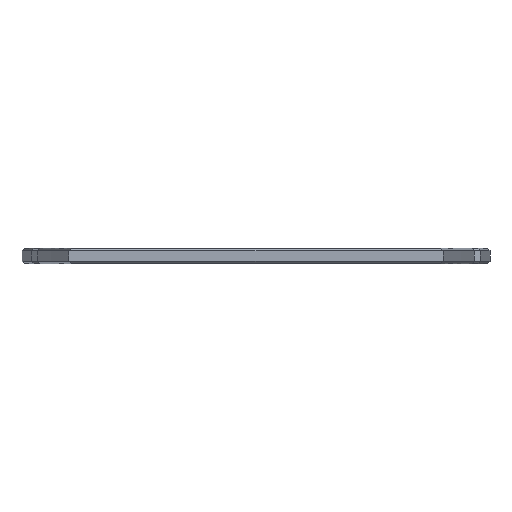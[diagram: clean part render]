
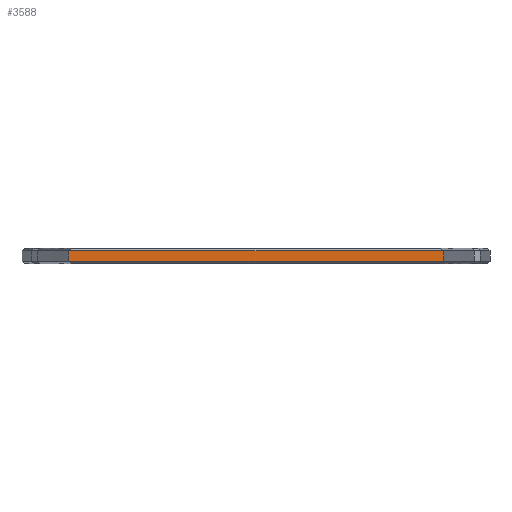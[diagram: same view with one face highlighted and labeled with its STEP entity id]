
A CAD part, front view. The second image highlights one B-rep face of the part: STEP entity #3588.
In plain terms, the highlighted planar face has unit normal (0, -1, 0).
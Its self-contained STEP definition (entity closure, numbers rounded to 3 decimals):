
#356=FACE_OUTER_BOUND('',#591,.T.);
#591=EDGE_LOOP('',(#2945,#2946,#2947,#2948));
#960=LINE('',#5937,#1349);
#979=LINE('',#6152,#1368);
#980=LINE('',#6159,#1369);
#981=LINE('',#6160,#1370);
#1349=VECTOR('',#4449,10.);
#1368=VECTOR('',#4504,10.);
#1369=VECTOR('',#4507,10.);
#1370=VECTOR('',#4508,10.);
#1722=VERTEX_POINT('',#5916);
#1723=VERTEX_POINT('',#5929);
#1742=VERTEX_POINT('',#6151);
#1743=VERTEX_POINT('',#6158);
#2130=EDGE_CURVE('',#1723,#1722,#960,.T.);
#2167=EDGE_CURVE('',#1722,#1742,#979,.T.);
#2169=EDGE_CURVE('',#1723,#1743,#980,.T.);
#2170=EDGE_CURVE('',#1742,#1743,#981,.T.);
#2945=ORIENTED_EDGE('',*,*,#2130,.F.);
#2946=ORIENTED_EDGE('',*,*,#2169,.T.);
#2947=ORIENTED_EDGE('',*,*,#2170,.F.);
#2948=ORIENTED_EDGE('',*,*,#2167,.F.);
#3401=PLANE('',#3835);
#3588=ADVANCED_FACE('',(#356),#3401,.T.);
#3835=AXIS2_PLACEMENT_3D('',#6157,#4505,#4506);
#4449=DIRECTION('',(-1.,0.,0.));
#4504=DIRECTION('',(0.,0.,1.));
#4505=DIRECTION('center_axis',(0.,-1.,0.));
#4506=DIRECTION('ref_axis',(1.,0.,0.));
#4507=DIRECTION('',(0.,0.,1.));
#4508=DIRECTION('',(1.,0.,0.));
#5916=CARTESIAN_POINT('',(-28.819,-194.677,-37.8));
#5929=CARTESIAN_POINT('',(28.819,-194.677,-37.8));
#5937=CARTESIAN_POINT('',(-14.41,-194.677,-37.8));
#6151=CARTESIAN_POINT('',(-28.819,-194.677,-36.2));
#6152=CARTESIAN_POINT('',(-28.819,-194.677,-38.2));
#6157=CARTESIAN_POINT('Origin',(-28.819,-194.677,-38.2));
#6158=CARTESIAN_POINT('',(28.819,-194.677,-36.2));
#6159=CARTESIAN_POINT('',(28.819,-194.677,-38.2));
#6160=CARTESIAN_POINT('',(-14.41,-194.677,-36.2));
